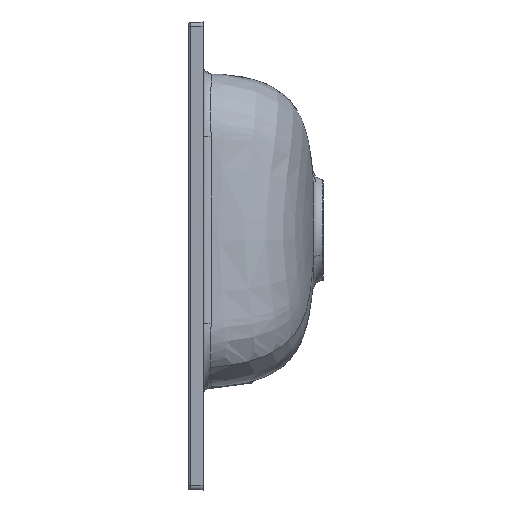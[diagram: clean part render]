
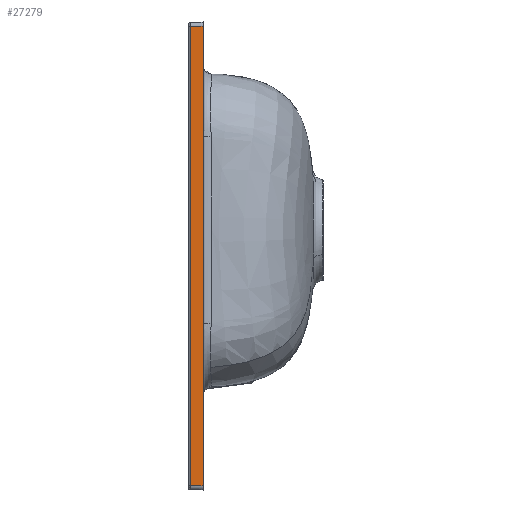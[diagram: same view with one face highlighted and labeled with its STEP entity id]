
A CAD part, left-side view. The second image highlights one B-rep face of the part: STEP entity #27279.
In plain terms, the highlighted planar face has unit normal (-0.999, 0.035, 0).
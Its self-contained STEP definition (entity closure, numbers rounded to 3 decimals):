
#239 = CARTESIAN_POINT ( 'NONE',  ( -350.489, -14., -221.246 ) ) ;
#892 = VECTOR ( 'NONE', #1800, 1000. ) ;
#1800 = DIRECTION ( 'NONE',  ( 0., 0., -1. ) ) ;
#3602 = EDGE_CURVE ( 'NONE', #13436, #20762, #4363, .T. ) ;
#3650 = CARTESIAN_POINT ( 'NONE',  ( -349.729, 7.773, -220.866 ) ) ;
#4287 = VECTOR ( 'NONE', #14851, 1000. ) ;
#4363 = LINE ( 'NONE', #7399, #20300 ) ;
#4674 = LINE ( 'NONE', #9430, #21638 ) ;
#6463 = EDGE_LOOP ( 'NONE', ( #7901, #8234, #17999, #27309 ) ) ;
#7399 = CARTESIAN_POINT ( 'NONE',  ( -350.489, -14., 225. ) ) ;
#7901 = ORIENTED_EDGE ( 'NONE', *, *, #27885, .T. ) ;
#8234 = ORIENTED_EDGE ( 'NONE', *, *, #3602, .T. ) ;
#8988 = VERTEX_POINT ( 'NONE', #14654 ) ;
#9430 = CARTESIAN_POINT ( 'NONE',  ( -350.005, -0.139, 221.007 ) ) ;
#10566 = CARTESIAN_POINT ( 'NONE',  ( -350.067, -1.93, -221.002 ) ) ;
#11081 = AXIS2_PLACEMENT_3D ( 'NONE', #18608, #12169, #27690 ) ;
#12169 = DIRECTION ( 'NONE',  ( -0.999, 0.035, 0. ) ) ;
#13436 = VERTEX_POINT ( 'NONE', #239 ) ;
#14334 = LINE ( 'NONE', #10566, #892 ) ;
#14654 = CARTESIAN_POINT ( 'NONE',  ( -350.067, -1.93, 221.07 ) ) ;
#14851 = DIRECTION ( 'NONE',  ( -0.035, -0.999, -0.017 ) ) ;
#17628 = CARTESIAN_POINT ( 'NONE',  ( -350.067, -1.93, -221.036 ) ) ;
#17999 = ORIENTED_EDGE ( 'NONE', *, *, #23070, .T. ) ;
#18608 = CARTESIAN_POINT ( 'NONE',  ( -350., 0., 225. ) ) ;
#20300 = VECTOR ( 'NONE', #23085, 1000. ) ;
#20486 = EDGE_CURVE ( 'NONE', #8988, #24861, #14334, .T. ) ;
#20762 = VERTEX_POINT ( 'NONE', #26802 ) ;
#21585 = FACE_OUTER_BOUND ( 'NONE', #6463, .T. ) ;
#21638 = VECTOR ( 'NONE', #26852, 1000. ) ;
#23070 = EDGE_CURVE ( 'NONE', #20762, #8988, #4674, .T. ) ;
#23085 = DIRECTION ( 'NONE',  ( 0., 0., 1. ) ) ;
#24861 = VERTEX_POINT ( 'NONE', #17628 ) ;
#26802 = CARTESIAN_POINT ( 'NONE',  ( -350.489, -14., 221.491 ) ) ;
#26852 = DIRECTION ( 'NONE',  ( 0.035, 0.999, -0.035 ) ) ;
#27279 = ADVANCED_FACE ( 'NONE', ( #21585 ), #27415, .T. ) ;
#27309 = ORIENTED_EDGE ( 'NONE', *, *, #20486, .T. ) ;
#27415 = PLANE ( 'NONE',  #11081 ) ;
#27690 = DIRECTION ( 'NONE',  ( -0.035, -0.999, 0. ) ) ;
#27821 = LINE ( 'NONE', #3650, #4287 ) ;
#27885 = EDGE_CURVE ( 'NONE', #24861, #13436, #27821, .T. ) ;
